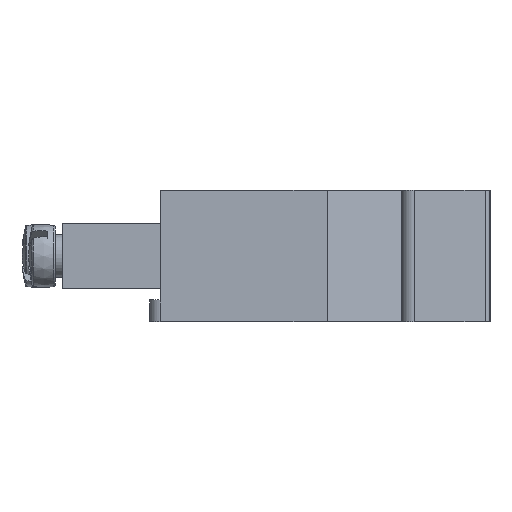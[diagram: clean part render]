
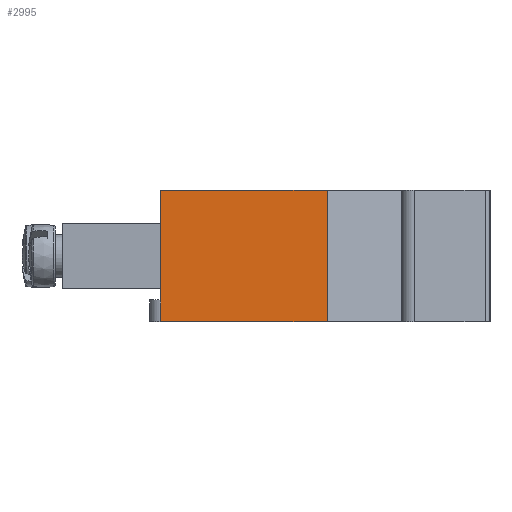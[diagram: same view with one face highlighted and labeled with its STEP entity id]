
A CAD part, left-side view. The second image highlights one B-rep face of the part: STEP entity #2995.
In plain terms, the highlighted face is planar.
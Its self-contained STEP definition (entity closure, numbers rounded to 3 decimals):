
#155=LINE('',#5100,#347);
#227=LINE('',#5323,#419);
#249=LINE('',#5373,#441);
#250=LINE('',#5375,#442);
#251=LINE('',#5376,#443);
#347=VECTOR('',#3816,15.149);
#419=VECTOR('',#4018,15.149);
#441=VECTOR('',#4068,12.);
#442=VECTOR('',#4069,10.);
#443=VECTOR('',#4070,2.);
#520=PLANE('',#3307);
#951=FACE_OUTER_BOUND('',#1210,.T.);
#1210=EDGE_LOOP('',(#2506,#2507,#2508,#2509,#2510));
#1442=VERTEX_POINT('',#5097);
#1443=VERTEX_POINT('',#5099);
#1505=VERTEX_POINT('',#5273);
#1529=VERTEX_POINT('',#5321);
#1544=VERTEX_POINT('',#5374);
#1749=EDGE_CURVE('',#1443,#1442,#155,.T.);
#1859=EDGE_CURVE('',#1529,#1505,#227,.T.);
#1887=EDGE_CURVE('',#1529,#1443,#249,.T.);
#1888=EDGE_CURVE('',#1442,#1544,#250,.T.);
#1889=EDGE_CURVE('',#1544,#1505,#251,.T.);
#2506=ORIENTED_EDGE('',*,*,#1887,.T.);
#2507=ORIENTED_EDGE('',*,*,#1749,.T.);
#2508=ORIENTED_EDGE('',*,*,#1888,.T.);
#2509=ORIENTED_EDGE('',*,*,#1889,.T.);
#2510=ORIENTED_EDGE('',*,*,#1859,.F.);
#2995=ADVANCED_FACE('',(#951),#520,.T.);
#3307=AXIS2_PLACEMENT_3D('',#5372,#4066,#4067);
#3816=DIRECTION('',(0.,1.,0.));
#4018=DIRECTION('',(0.,1.,0.));
#4066=DIRECTION('center_axis',(1.,0.,0.));
#4067=DIRECTION('ref_axis',(0.,1.,0.));
#4068=DIRECTION('',(0.,0.,-1.));
#4069=DIRECTION('',(0.,0.,1.));
#4070=DIRECTION('',(0.,0.,1.));
#5097=CARTESIAN_POINT('',(44.,0.,-12.));
#5099=CARTESIAN_POINT('',(44.,-15.149,-12.));
#5100=CARTESIAN_POINT('',(44.,0.,-12.));
#5273=CARTESIAN_POINT('',(44.,0.,0.));
#5321=CARTESIAN_POINT('',(44.,-15.149,0.));
#5323=CARTESIAN_POINT('',(44.,-22.964,0.));
#5372=CARTESIAN_POINT('Origin',(44.,0.,-12.));
#5373=CARTESIAN_POINT('',(44.,-15.149,-12.));
#5374=CARTESIAN_POINT('',(44.,0.,-2.));
#5375=CARTESIAN_POINT('',(44.,0.,-12.));
#5376=CARTESIAN_POINT('',(44.,0.,-12.));
